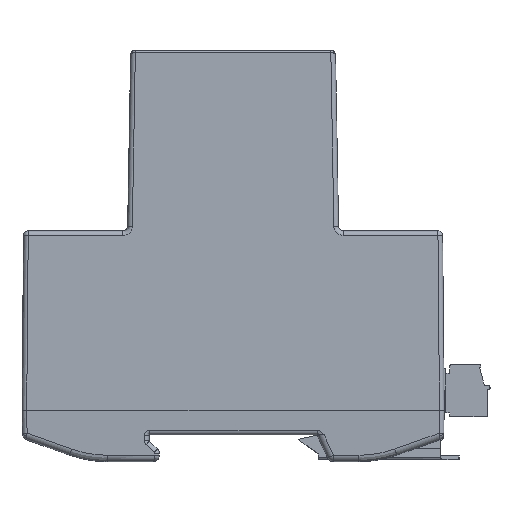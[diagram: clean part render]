
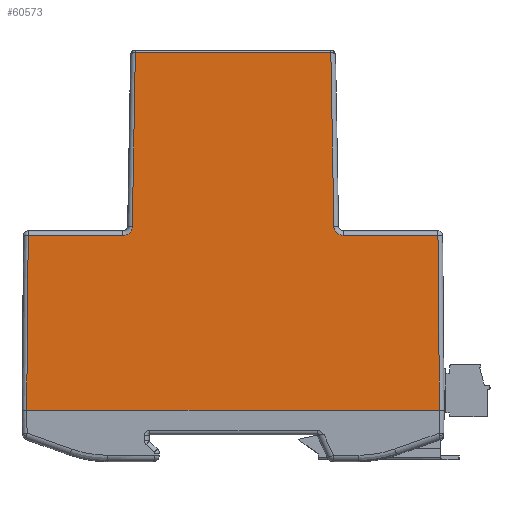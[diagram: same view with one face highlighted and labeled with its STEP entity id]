
A CAD part, front view. The second image highlights one B-rep face of the part: STEP entity #60573.
In plain terms, the highlighted planar face has unit normal (0, -1, 0.014).
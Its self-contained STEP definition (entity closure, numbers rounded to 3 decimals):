
#423=ELLIPSE($,#64542,0.2,0.2);
#424=ELLIPSE($,#64543,0.2,0.2);
#3798=LINE($,#95565,#9628);
#3799=LINE($,#95567,#9629);
#3800=LINE($,#95569,#9630);
#3801=LINE($,#95573,#9631);
#3802=LINE($,#95575,#9632);
#3803=LINE($,#95577,#9633);
#3804=LINE($,#95579,#9634);
#3805=LINE($,#95580,#9635);
#9628=VECTOR($,#73733,3.704);
#9629=VECTOR($,#73734,4.167);
#9630=VECTOR($,#73735,3.704);
#9631=VECTOR($,#73738,2.019);
#9632=VECTOR($,#73739,3.722);
#9633=VECTOR($,#73740,8.8);
#9634=VECTOR($,#73741,3.722);
#9635=VECTOR($,#73742,2.019);
#14199=PLANE($,#64541);
#17081=FACE_OUTER_BOUND($,#20436,.T.);
#20436=EDGE_LOOP($,(#45013,#45014,#45015,#45016,#45017,#45018,#45019,#45020,
#45021,#45022));
#26521=VERTEX_POINT($,#95288);
#26541=VERTEX_POINT($,#95562);
#26542=VERTEX_POINT($,#95563);
#26543=VERTEX_POINT($,#95566);
#26544=VERTEX_POINT($,#95568);
#26545=VERTEX_POINT($,#95570);
#26546=VERTEX_POINT($,#95572);
#26547=VERTEX_POINT($,#95574);
#26548=VERTEX_POINT($,#95576);
#26549=VERTEX_POINT($,#95578);
#33254=EDGE_CURVE($,#26541,#26542,#423,.T.);
#33255=EDGE_CURVE($,#26542,#26521,#3798,.T.);
#33256=EDGE_CURVE($,#26521,#26543,#3799,.T.);
#33257=EDGE_CURVE($,#26543,#26544,#3800,.T.);
#33258=EDGE_CURVE($,#26544,#26545,#424,.T.);
#33259=EDGE_CURVE($,#26545,#26546,#3801,.T.);
#33260=EDGE_CURVE($,#26546,#26547,#3802,.T.);
#33261=EDGE_CURVE($,#26548,#26547,#3803,.F.);
#33262=EDGE_CURVE($,#26548,#26549,#3804,.T.);
#33263=EDGE_CURVE($,#26549,#26541,#3805,.T.);
#45013=ORIENTED_EDGE($,*,*,#33254,.T.);
#45014=ORIENTED_EDGE($,*,*,#33255,.T.);
#45015=ORIENTED_EDGE($,*,*,#33256,.T.);
#45016=ORIENTED_EDGE($,*,*,#33257,.T.);
#45017=ORIENTED_EDGE($,*,*,#33258,.T.);
#45018=ORIENTED_EDGE($,*,*,#33259,.T.);
#45019=ORIENTED_EDGE($,*,*,#33260,.T.);
#45020=ORIENTED_EDGE($,*,*,#33261,.F.);
#45021=ORIENTED_EDGE($,*,*,#33262,.T.);
#45022=ORIENTED_EDGE($,*,*,#33263,.T.);
#60573=ADVANCED_FACE($,(#17081),#14199,.F.);
#64541=AXIS2_PLACEMENT_3D($,#95561,#73729,#73730);
#64542=AXIS2_PLACEMENT_3D($,#95564,#73731,#73732);
#64543=AXIS2_PLACEMENT_3D($,#95571,#73736,#73737);
#73729=DIRECTION('center_axis',(0.,1.,
-0.014));
#73730=DIRECTION('ref_axis',(-1.,0.,0.));
#73731=DIRECTION('center_axis',(0.,1.,
-0.014));
#73732=DIRECTION('ref_axis',(0.,0.014,1.));
#73733=DIRECTION($,(-0.017,0.014,1.));
#73734=DIRECTION($,(-1.,0.,0.));
#73735=DIRECTION($,(-0.017,-0.014,-1.));
#73736=DIRECTION('center_axis',(0.,1.,
-0.014));
#73737=DIRECTION('ref_axis',(0.,-0.014,
-1.));
#73738=DIRECTION($,(-1.,0.,0.));
#73739=DIRECTION($,(-0.009,-0.014,-1.));
#73740=DIRECTION($,(1.,0.,0.));
#73741=DIRECTION($,(-0.009,0.014,1.));
#73742=DIRECTION($,(-1.,0.,0.));
#95288=CARTESIAN_POINT('',(2.506,-3.973,8.075));
#95561=CARTESIAN_POINT('Origin',(4.922,-4.079,0.455));
#95562=CARTESIAN_POINT('',(2.771,-4.027,4.176));
#95563=CARTESIAN_POINT('',(2.571,-4.024,4.372));
#95564=CARTESIAN_POINT('Origin',(2.771,-4.024,4.376));
#95565=CARTESIAN_POINT($,(2.507,-3.973,8.025));
#95566=CARTESIAN_POINT('',(-1.661,-3.973,8.075));
#95567=CARTESIAN_POINT($,(2.247,-3.973,8.075));
#95568=CARTESIAN_POINT('',(-1.726,-4.024,4.372));
#95569=CARTESIAN_POINT($,(-1.726,-4.024,4.371));
#95570=CARTESIAN_POINT('',(-1.926,-4.027,4.176));
#95571=CARTESIAN_POINT('Origin',(-1.926,-4.024,4.376));
#95572=CARTESIAN_POINT('',(-3.945,-4.027,4.176));
#95573=CARTESIAN_POINT($,(-3.944,-4.027,4.176));
#95574=CARTESIAN_POINT('',(-3.978,-4.079,0.455));
#95575=CARTESIAN_POINT($,(-3.978,-4.079,0.454));
#95576=CARTESIAN_POINT('',(4.822,-4.079,0.455));
#95577=CARTESIAN_POINT($,(0.422,-4.079,0.455));
#95578=CARTESIAN_POINT('',(4.79,-4.027,4.176));
#95579=CARTESIAN_POINT($,(4.789,-4.026,4.274));
#95580=CARTESIAN_POINT($,(2.771,-4.027,4.176));
